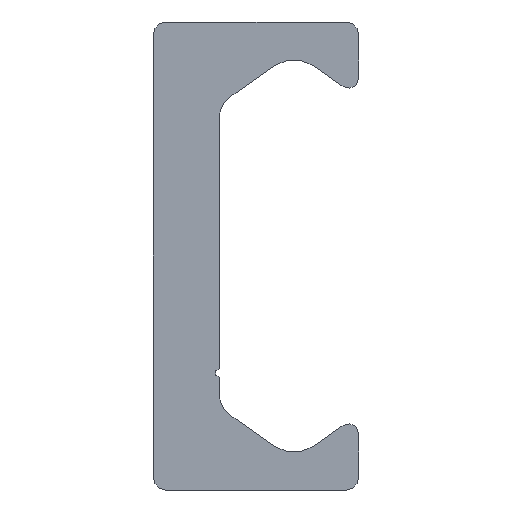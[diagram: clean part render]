
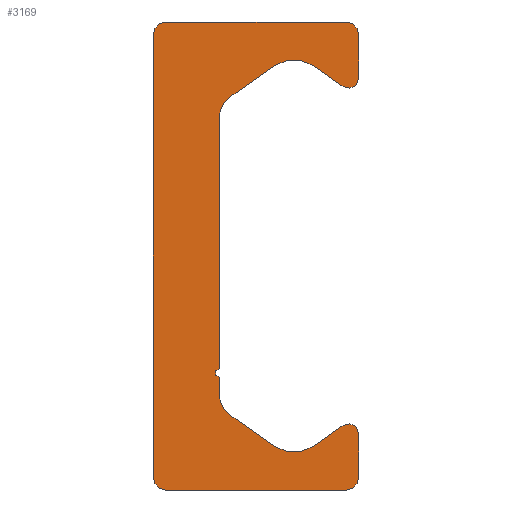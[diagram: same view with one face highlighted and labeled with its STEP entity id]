
A CAD part, left-side view. The second image highlights one B-rep face of the part: STEP entity #3169.
In plain terms, the highlighted planar face has unit normal (-1, 0, 0).
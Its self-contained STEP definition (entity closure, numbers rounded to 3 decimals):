
#2260=CARTESIAN_POINT('',(0.0,5.4,-14.));
#2261=VERTEX_POINT('',#2260);
#2268=CARTESIAN_POINT('',(0.0,6.15,-13.25));
#2269=VERTEX_POINT('',#2268);
#2270=CARTESIAN_POINT('',(0.0,5.4,-13.25));
#2271=DIRECTION('',(1.0,0.0,0.0));
#2272=DIRECTION('',(0.0,0.0,-1.0));
#2273=AXIS2_PLACEMENT_3D('',#2270,#2271,#2272);
#2274=CIRCLE('',#2273,0.75);
#2275=EDGE_CURVE('',#2261,#2269,#2274,.T.);
#2299=CARTESIAN_POINT('',(0.0,-5.4,-14.));
#2300=VERTEX_POINT('',#2299);
#2307=CARTESIAN_POINT('',(0.0,-5.4,-14.));
#2308=DIRECTION('',(0.0,1.0,0.0));
#2309=VECTOR('',#2308,10.8);
#2310=LINE('',#2307,#2309);
#2311=EDGE_CURVE('',#2300,#2261,#2310,.T.);
#2331=CARTESIAN_POINT('',(0.0,-6.15,-13.25));
#2332=VERTEX_POINT('',#2331);
#2339=CARTESIAN_POINT('',(0.0,-5.4,-13.25));
#2340=DIRECTION('',(1.0,0.0,0.0));
#2341=DIRECTION('',(0.0,-1.0,0.0));
#2342=AXIS2_PLACEMENT_3D('',#2339,#2340,#2341);
#2343=CIRCLE('',#2342,0.75);
#2344=EDGE_CURVE('',#2332,#2300,#2343,.T.);
#2363=CARTESIAN_POINT('',(0.0,-6.15,-10.63));
#2364=VERTEX_POINT('',#2363);
#2371=CARTESIAN_POINT('',(0.0,-6.15,-10.63));
#2372=DIRECTION('',(0.0,0.0,-1.0));
#2373=VECTOR('',#2372,2.62);
#2374=LINE('',#2371,#2373);
#2375=EDGE_CURVE('',#2364,#2332,#2374,.T.);
#2395=CARTESIAN_POINT('',(0.0,-5.206,-10.139));
#2396=VERTEX_POINT('',#2395);
#2403=CARTESIAN_POINT('',(0.0,-5.55,-10.63));
#2404=DIRECTION('',(1.0,0.0,0.0));
#2405=DIRECTION('',(0.0,0.574,0.819));
#2406=AXIS2_PLACEMENT_3D('',#2403,#2404,#2405);
#2407=CIRCLE('',#2406,0.6);
#2408=EDGE_CURVE('',#2396,#2364,#2407,.T.);
#2427=CARTESIAN_POINT('',(0.0,-3.417,-11.391));
#2428=VERTEX_POINT('',#2427);
#2435=CARTESIAN_POINT('',(0.0,-3.417,-11.391));
#2436=DIRECTION('',(0.0,-0.819,0.574));
#2437=VECTOR('',#2436,2.184);
#2438=LINE('',#2435,#2437);
#2439=EDGE_CURVE('',#2428,#2396,#2438,.T.);
#2459=CARTESIAN_POINT('',(0.0,-1.123,-11.391));
#2460=VERTEX_POINT('',#2459);
#2467=CARTESIAN_POINT('',(0.0,-2.27,-9.753));
#2468=DIRECTION('',(-1.0,0.0,0.0));
#2469=DIRECTION('',(0.0,0.574,0.819));
#2470=AXIS2_PLACEMENT_3D('',#2467,#2468,#2469);
#2471=CIRCLE('',#2470,2.0);
#2472=EDGE_CURVE('',#2460,#2428,#2471,.T.);
#2491=CARTESIAN_POINT('',(0.0,1.56,-9.512));
#2492=VERTEX_POINT('',#2491);
#2499=CARTESIAN_POINT('',(0.0,1.56,-9.512));
#2500=DIRECTION('',(0.0,-0.819,-0.574));
#2501=VECTOR('',#2500,3.276);
#2502=LINE('',#2499,#2501);
#2503=EDGE_CURVE('',#2492,#2460,#2502,.T.);
#2523=CARTESIAN_POINT('',(0.0,2.2,-8.283));
#2524=VERTEX_POINT('',#2523);
#2531=CARTESIAN_POINT('',(0.0,0.7,-8.283));
#2532=DIRECTION('',(-1.0,0.0,0.0));
#2533=DIRECTION('',(0.0,-0.574,0.819));
#2534=AXIS2_PLACEMENT_3D('',#2531,#2532,#2533);
#2535=CIRCLE('',#2534,1.5);
#2536=EDGE_CURVE('',#2524,#2492,#2535,.T.);
#2555=CARTESIAN_POINT('',(0.0,2.2,-7.25));
#2556=VERTEX_POINT('',#2555);
#2563=CARTESIAN_POINT('',(0.0,2.2,-7.25));
#2564=DIRECTION('',(0.0,0.0,-1.0));
#2565=VECTOR('',#2564,1.033);
#2566=LINE('',#2563,#2565);
#2567=EDGE_CURVE('',#2556,#2524,#2566,.T.);
#2587=CARTESIAN_POINT('',(0.0,2.2,-6.75));
#2588=VERTEX_POINT('',#2587);
#2595=CARTESIAN_POINT('',(0.0,2.2,-7.));
#2596=DIRECTION('',(-1.0,0.0,0.0));
#2597=DIRECTION('',(0.0,0.0,1.0));
#2598=AXIS2_PLACEMENT_3D('',#2595,#2596,#2597);
#2599=CIRCLE('',#2598,0.25);
#2600=EDGE_CURVE('',#2588,#2556,#2599,.T.);
#2619=CARTESIAN_POINT('',(0.0,2.2,8.283));
#2620=VERTEX_POINT('',#2619);
#2627=CARTESIAN_POINT('',(0.0,2.2,8.283));
#2628=DIRECTION('',(0.0,0.0,-1.0));
#2629=VECTOR('',#2628,15.033);
#2630=LINE('',#2627,#2629);
#2631=EDGE_CURVE('',#2620,#2588,#2630,.T.);
#2747=CARTESIAN_POINT('',(0.0,1.56,9.512));
#2748=VERTEX_POINT('',#2747);
#2755=CARTESIAN_POINT('',(0.0,0.7,8.283));
#2756=DIRECTION('',(-1.0,0.0,0.0));
#2757=DIRECTION('',(0.0,-1.0,0.0));
#2758=AXIS2_PLACEMENT_3D('',#2755,#2756,#2757);
#2759=CIRCLE('',#2758,1.5);
#2760=EDGE_CURVE('',#2748,#2620,#2759,.T.);
#2779=CARTESIAN_POINT('',(0.0,-1.123,11.391));
#2780=VERTEX_POINT('',#2779);
#2787=CARTESIAN_POINT('',(0.0,-1.123,11.391));
#2788=DIRECTION('',(0.0,0.819,-0.574));
#2789=VECTOR('',#2788,3.276);
#2790=LINE('',#2787,#2789);
#2791=EDGE_CURVE('',#2780,#2748,#2790,.T.);
#2811=CARTESIAN_POINT('',(0.0,-3.417,11.391));
#2812=VERTEX_POINT('',#2811);
#2819=CARTESIAN_POINT('',(0.0,-2.27,9.753));
#2820=DIRECTION('',(-1.0,0.0,0.0));
#2821=DIRECTION('',(0.0,-0.574,-0.819));
#2822=AXIS2_PLACEMENT_3D('',#2819,#2820,#2821);
#2823=CIRCLE('',#2822,2.0);
#2824=EDGE_CURVE('',#2812,#2780,#2823,.T.);
#2843=CARTESIAN_POINT('',(0.0,-5.206,10.139));
#2844=VERTEX_POINT('',#2843);
#2851=CARTESIAN_POINT('',(0.0,-5.206,10.139));
#2852=DIRECTION('',(0.0,0.819,0.574));
#2853=VECTOR('',#2852,2.184);
#2854=LINE('',#2851,#2853);
#2855=EDGE_CURVE('',#2844,#2812,#2854,.T.);
#2875=CARTESIAN_POINT('',(0.0,-6.15,10.63));
#2876=VERTEX_POINT('',#2875);
#2883=CARTESIAN_POINT('',(0.0,-5.55,10.63));
#2884=DIRECTION('',(1.0,0.0,0.0));
#2885=DIRECTION('',(0.0,-1.0,0.0));
#2886=AXIS2_PLACEMENT_3D('',#2883,#2884,#2885);
#2887=CIRCLE('',#2886,0.6);
#2888=EDGE_CURVE('',#2876,#2844,#2887,.T.);
#2907=CARTESIAN_POINT('',(0.0,-6.15,13.25));
#2908=VERTEX_POINT('',#2907);
#2915=CARTESIAN_POINT('',(0.0,-6.15,13.25));
#2916=DIRECTION('',(0.0,0.0,-1.0));
#2917=VECTOR('',#2916,2.62);
#2918=LINE('',#2915,#2917);
#2919=EDGE_CURVE('',#2908,#2876,#2918,.T.);
#2939=CARTESIAN_POINT('',(0.0,-5.4,14.));
#2940=VERTEX_POINT('',#2939);
#2947=CARTESIAN_POINT('',(0.0,-5.4,13.25));
#2948=DIRECTION('',(1.0,0.0,0.0));
#2949=DIRECTION('',(0.0,0.0,1.0));
#2950=AXIS2_PLACEMENT_3D('',#2947,#2948,#2949);
#2951=CIRCLE('',#2950,0.75);
#2952=EDGE_CURVE('',#2940,#2908,#2951,.T.);
#2971=CARTESIAN_POINT('',(0.0,5.4,14.));
#2972=VERTEX_POINT('',#2971);
#2979=CARTESIAN_POINT('',(0.0,5.4,14.));
#2980=DIRECTION('',(0.0,-1.0,0.0));
#2981=VECTOR('',#2980,10.8);
#2982=LINE('',#2979,#2981);
#2983=EDGE_CURVE('',#2972,#2940,#2982,.T.);
#3003=CARTESIAN_POINT('',(0.0,6.15,13.25));
#3004=VERTEX_POINT('',#3003);
#3011=CARTESIAN_POINT('',(0.0,5.4,13.25));
#3012=DIRECTION('',(1.0,0.0,0.0));
#3013=DIRECTION('',(0.0,1.0,0.0));
#3014=AXIS2_PLACEMENT_3D('',#3011,#3012,#3013);
#3015=CIRCLE('',#3014,0.75);
#3016=EDGE_CURVE('',#3004,#2972,#3015,.T.);
#3034=CARTESIAN_POINT('',(0.0,6.15,-13.25));
#3035=DIRECTION('',(0.0,0.0,1.0));
#3036=VECTOR('',#3035,26.5);
#3037=LINE('',#3034,#3036);
#3038=EDGE_CURVE('',#2269,#3004,#3037,.T.);
#3140=CARTESIAN_POINT('',(0.0,1.352,-0.021));
#3141=DIRECTION('',(1.0,0.0,0.0));
#3142=DIRECTION('',(0.0,0.0,-1.0));
#3143=AXIS2_PLACEMENT_3D('',#3140,#3141,#3142);
#3144=PLANE('',#3143);
#3145=ORIENTED_EDGE('',*,*,#3038,.F.);
#3146=ORIENTED_EDGE('',*,*,#2275,.F.);
#3147=ORIENTED_EDGE('',*,*,#2311,.F.);
#3148=ORIENTED_EDGE('',*,*,#2344,.F.);
#3149=ORIENTED_EDGE('',*,*,#2375,.F.);
#3150=ORIENTED_EDGE('',*,*,#2408,.F.);
#3151=ORIENTED_EDGE('',*,*,#2439,.F.);
#3152=ORIENTED_EDGE('',*,*,#2472,.F.);
#3153=ORIENTED_EDGE('',*,*,#2503,.F.);
#3154=ORIENTED_EDGE('',*,*,#2536,.F.);
#3155=ORIENTED_EDGE('',*,*,#2567,.F.);
#3156=ORIENTED_EDGE('',*,*,#2600,.F.);
#3157=ORIENTED_EDGE('',*,*,#2631,.F.);
#3158=ORIENTED_EDGE('',*,*,#2760,.F.);
#3159=ORIENTED_EDGE('',*,*,#2791,.F.);
#3160=ORIENTED_EDGE('',*,*,#2824,.F.);
#3161=ORIENTED_EDGE('',*,*,#2855,.F.);
#3162=ORIENTED_EDGE('',*,*,#2888,.F.);
#3163=ORIENTED_EDGE('',*,*,#2919,.F.);
#3164=ORIENTED_EDGE('',*,*,#2952,.F.);
#3165=ORIENTED_EDGE('',*,*,#2983,.F.);
#3166=ORIENTED_EDGE('',*,*,#3016,.F.);
#3167=EDGE_LOOP('',(#3145,#3146,#3147,#3148,#3149,#3150,#3151,#3152,#3153,#3154,#3155,#3156,#3157,#3158,#3159,#3160,#3161,#3162,#3163,#3164,#3165,#3166));
#3168=FACE_OUTER_BOUND('',#3167,.T.);
#3169=ADVANCED_FACE('',(#3168),#3144,.F.);
